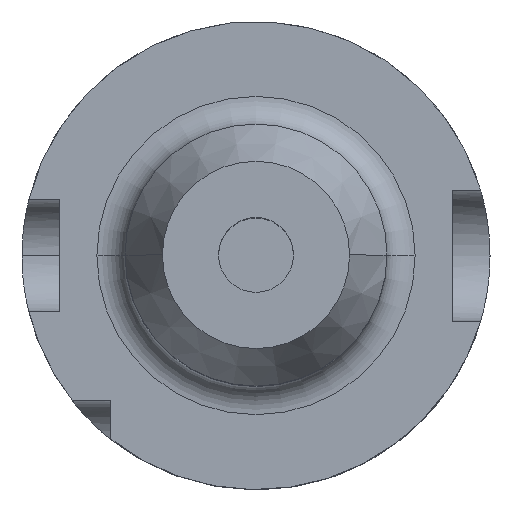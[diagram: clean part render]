
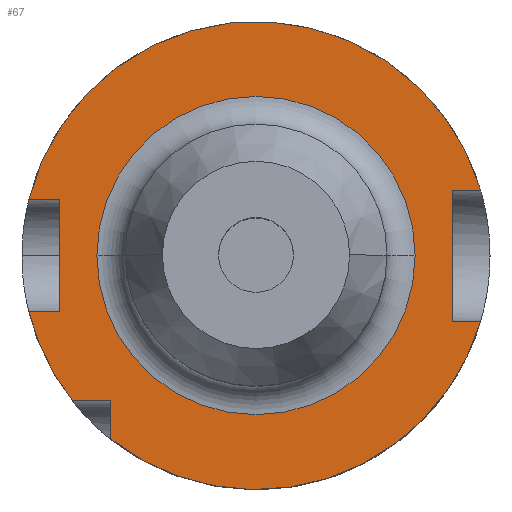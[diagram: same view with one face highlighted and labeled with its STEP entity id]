
A CAD part, top view. The second image highlights one B-rep face of the part: STEP entity #67.
In plain terms, the highlighted planar face has unit normal (0, 0, 1).
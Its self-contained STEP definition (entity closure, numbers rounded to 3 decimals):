
#2 = CARTESIAN_POINT ( 'NONE',  ( 0., 0., 26. ) ) ;
#16 = DIRECTION ( 'NONE',  ( 1., 0., 0. ) ) ;
#19 = VERTEX_POINT ( 'NONE', #735 ) ;
#34 = DIRECTION ( 'NONE',  ( -1., 0., 0. ) ) ;
#63 = EDGE_CURVE ( 'NONE', #19, #2412, #520, .T. ) ;
#67 = ADVANCED_FACE ( 'NONE', ( #624, #1185 ), #1681, .F. ) ;
#83 = VECTOR ( 'NONE', #2139, 1000. ) ;
#161 = EDGE_CURVE ( 'NONE', #2308, #518, #1441, .T. ) ;
#164 = AXIS2_PLACEMENT_3D ( 'NONE', #472, #720, #16 ) ;
#223 = AXIS2_PLACEMENT_3D ( 'NONE', #2061, #2030, #1819 ) ;
#266 = CARTESIAN_POINT ( 'NONE',  ( -17., 0., 26. ) ) ;
#283 = DIRECTION ( 'NONE',  ( -1., 0., 0. ) ) ;
#307 = CARTESIAN_POINT ( 'NONE',  ( 0., 0., 26. ) ) ;
#371 = VECTOR ( 'NONE', #2045, 1000. ) ;
#419 = ORIENTED_EDGE ( 'NONE', *, *, #1595, .F. ) ;
#455 = VECTOR ( 'NONE', #799, 1000. ) ;
#460 = EDGE_CURVE ( 'NONE', #2134, #822, #844, .T. ) ;
#472 = CARTESIAN_POINT ( 'NONE',  ( 0., 0., 26. ) ) ;
#485 = EDGE_CURVE ( 'NONE', #2732, #642, #1543, .T. ) ;
#508 = DIRECTION ( 'NONE',  ( 0., -1., 0. ) ) ;
#518 = VERTEX_POINT ( 'NONE', #2436 ) ;
#520 = LINE ( 'NONE', #2849, #1899 ) ;
#549 = VERTEX_POINT ( 'NONE', #1301 ) ;
#624 = FACE_BOUND ( 'NONE', #2616, .T. ) ;
#633 = DIRECTION ( 'NONE',  ( 0., -1., 0. ) ) ;
#642 = VERTEX_POINT ( 'NONE', #2221 ) ;
#720 = DIRECTION ( 'NONE',  ( 0., 0., 1. ) ) ;
#725 = CARTESIAN_POINT ( 'NONE',  ( -31., -6., 26. ) ) ;
#735 = CARTESIAN_POINT ( 'NONE',  ( 24., -7., 26. ) ) ;
#759 = CARTESIAN_POINT ( 'NONE',  ( -19.615, -15.5, 26. ) ) ;
#799 = DIRECTION ( 'NONE',  ( 0., -1., 0. ) ) ;
#810 = VERTEX_POINT ( 'NONE', #2263 ) ;
#822 = VERTEX_POINT ( 'NONE', #914 ) ;
#844 = LINE ( 'NONE', #2825, #2039 ) ;
#914 = CARTESIAN_POINT ( 'NONE',  ( -15.5, -19.615, 26. ) ) ;
#965 = VECTOR ( 'NONE', #1460, 1000. ) ;
#995 = CIRCLE ( 'NONE', #2330, 25. ) ;
#1090 = AXIS2_PLACEMENT_3D ( 'NONE', #307, #1933, #1463 ) ;
#1093 = CARTESIAN_POINT ( 'NONE',  ( 21., -7., 26. ) ) ;
#1173 = CARTESIAN_POINT ( 'NONE',  ( -31., 6., 26. ) ) ;
#1185 = FACE_OUTER_BOUND ( 'NONE', #1940, .T. ) ;
#1193 = DIRECTION ( 'NONE',  ( 0., 0., 1. ) ) ;
#1195 = LINE ( 'NONE', #1173, #83 ) ;
#1217 = ORIENTED_EDGE ( 'NONE', *, *, #1914, .T. ) ;
#1301 = CARTESIAN_POINT ( 'NONE',  ( -24.269, -6., 26. ) ) ;
#1379 = ORIENTED_EDGE ( 'NONE', *, *, #2483, .F. ) ;
#1441 = CIRCLE ( 'NONE', #1673, 17. ) ;
#1460 = DIRECTION ( 'NONE',  ( 1., 0., 0. ) ) ;
#1463 = DIRECTION ( 'NONE',  ( 1., 0., 0. ) ) ;
#1468 = CARTESIAN_POINT ( 'NONE',  ( 31., 7., 26. ) ) ;
#1527 = CIRCLE ( 'NONE', #1090, 25. ) ;
#1543 = LINE ( 'NONE', #1979, #455 ) ;
#1553 = ORIENTED_EDGE ( 'NONE', *, *, #485, .T. ) ;
#1559 = CARTESIAN_POINT ( 'NONE',  ( 21., -7., 26. ) ) ;
#1585 = ORIENTED_EDGE ( 'NONE', *, *, #460, .T. ) ;
#1595 = EDGE_CURVE ( 'NONE', #1767, #810, #1652, .T. ) ;
#1652 = LINE ( 'NONE', #1468, #2507 ) ;
#1672 = DIRECTION ( 'NONE',  ( 0., 0., -1. ) ) ;
#1673 = AXIS2_PLACEMENT_3D ( 'NONE', #2283, #2066, #2312 ) ;
#1681 = PLANE ( 'NONE',  #2370 ) ;
#1699 = CARTESIAN_POINT ( 'NONE',  ( -15.5, -15.5, 26. ) ) ;
#1713 = LINE ( 'NONE', #725, #965 ) ;
#1738 = ORIENTED_EDGE ( 'NONE', *, *, #2128, .F. ) ;
#1767 = VERTEX_POINT ( 'NONE', #2926 ) ;
#1819 = DIRECTION ( 'NONE',  ( -1., 0., 0. ) ) ;
#1848 = ORIENTED_EDGE ( 'NONE', *, *, #2865, .T. ) ;
#1899 = VECTOR ( 'NONE', #283, 1000. ) ;
#1912 = DIRECTION ( 'NONE',  ( 1., 0., 0. ) ) ;
#1914 = EDGE_CURVE ( 'NONE', #518, #2308, #2985, .T. ) ;
#1915 = CARTESIAN_POINT ( 'NONE',  ( 0., 25., 26. ) ) ;
#1933 = DIRECTION ( 'NONE',  ( 0., 0., 1. ) ) ;
#1940 = EDGE_LOOP ( 'NONE', ( #2713, #2398, #1585, #1848, #2797, #1379, #419, #2881, #2097, #1553, #1738 ) ) ;
#1979 = CARTESIAN_POINT ( 'NONE',  ( -21., -6., 26. ) ) ;
#2030 = DIRECTION ( 'NONE',  ( 0., 0., -1. ) ) ;
#2039 = VECTOR ( 'NONE', #508, 1000. ) ;
#2045 = DIRECTION ( 'NONE',  ( 1., 0., 0. ) ) ;
#2061 = CARTESIAN_POINT ( 'NONE',  ( 0., 0., 26. ) ) ;
#2066 = DIRECTION ( 'NONE',  ( 0., 0., -1. ) ) ;
#2097 = ORIENTED_EDGE ( 'NONE', *, *, #2252, .T. ) ;
#2128 = EDGE_CURVE ( 'NONE', #549, #642, #1713, .T. ) ;
#2134 = VERTEX_POINT ( 'NONE', #1699 ) ;
#2139 = DIRECTION ( 'NONE',  ( 1., 0., 0. ) ) ;
#2144 = LINE ( 'NONE', #2518, #371 ) ;
#2149 = CARTESIAN_POINT ( 'NONE',  ( -24.269, 6., 26. ) ) ;
#2202 = CARTESIAN_POINT ( 'NONE',  ( -21., 6., 26. ) ) ;
#2221 = CARTESIAN_POINT ( 'NONE',  ( -21., -6., 26. ) ) ;
#2252 = EDGE_CURVE ( 'NONE', #2317, #2732, #1195, .T. ) ;
#2263 = CARTESIAN_POINT ( 'NONE',  ( 21., 7., 26. ) ) ;
#2283 = CARTESIAN_POINT ( 'NONE',  ( 0., 0., 26. ) ) ;
#2290 = EDGE_CURVE ( 'NONE', #549, #3000, #2380, .T. ) ;
#2308 = VERTEX_POINT ( 'NONE', #266 ) ;
#2312 = DIRECTION ( 'NONE',  ( -1., 0., 0. ) ) ;
#2317 = VERTEX_POINT ( 'NONE', #2149 ) ;
#2330 = AXIS2_PLACEMENT_3D ( 'NONE', #2, #1193, #1912 ) ;
#2347 = VECTOR ( 'NONE', #633, 1000. ) ;
#2370 = AXIS2_PLACEMENT_3D ( 'NONE', #1915, #1672, #34 ) ;
#2380 = CIRCLE ( 'NONE', #164, 25. ) ;
#2398 = ORIENTED_EDGE ( 'NONE', *, *, #2770, .T. ) ;
#2412 = VERTEX_POINT ( 'NONE', #1559 ) ;
#2425 = LINE ( 'NONE', #1093, #2347 ) ;
#2436 = CARTESIAN_POINT ( 'NONE',  ( 17., 0., 26. ) ) ;
#2483 = EDGE_CURVE ( 'NONE', #810, #2412, #2425, .T. ) ;
#2507 = VECTOR ( 'NONE', #2834, 1000. ) ;
#2518 = CARTESIAN_POINT ( 'NONE',  ( 0., -15.5, 26. ) ) ;
#2591 = ORIENTED_EDGE ( 'NONE', *, *, #161, .T. ) ;
#2616 = EDGE_LOOP ( 'NONE', ( #2591, #1217 ) ) ;
#2713 = ORIENTED_EDGE ( 'NONE', *, *, #2290, .T. ) ;
#2732 = VERTEX_POINT ( 'NONE', #2202 ) ;
#2770 = EDGE_CURVE ( 'NONE', #3000, #2134, #2144, .T. ) ;
#2797 = ORIENTED_EDGE ( 'NONE', *, *, #63, .T. ) ;
#2825 = CARTESIAN_POINT ( 'NONE',  ( -15.5, 25., 26. ) ) ;
#2834 = DIRECTION ( 'NONE',  ( -1., 0., 0. ) ) ;
#2849 = CARTESIAN_POINT ( 'NONE',  ( 31., -7., 26. ) ) ;
#2865 = EDGE_CURVE ( 'NONE', #822, #19, #995, .T. ) ;
#2881 = ORIENTED_EDGE ( 'NONE', *, *, #2951, .T. ) ;
#2926 = CARTESIAN_POINT ( 'NONE',  ( 24., 7., 26. ) ) ;
#2951 = EDGE_CURVE ( 'NONE', #1767, #2317, #1527, .T. ) ;
#2985 = CIRCLE ( 'NONE', #223, 17. ) ;
#3000 = VERTEX_POINT ( 'NONE', #759 ) ;
